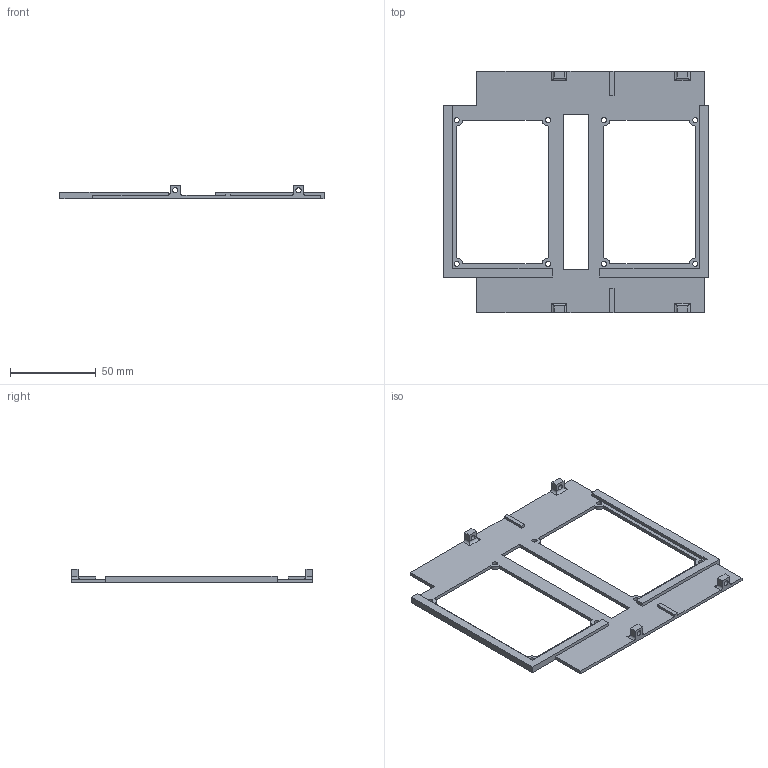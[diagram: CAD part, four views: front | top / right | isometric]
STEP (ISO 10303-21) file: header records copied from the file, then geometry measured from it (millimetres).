
FILE_DESCRIPTION(/* description */ ('','CAx-IF Rec.Pracs.---Representation and Presentation of Product Manufacturing Information (PMI)---4.0---2014-10-13'),/* implementation_level */ '2;1');
FILE_NAME(/* name */ 'boardholder V2 v13.step',/* time_stamp */ '2025-01-30T15:54:36-06:00',/* author */ (''),/* organization */ (''),/* preprocessor_version */ 'ST-DEVELOPER v20',/* originating_system */ 'Autodesk Translation Framework v13.20.0.188',/* authorisation */ '');
FILE_SCHEMA (('AP242_MANAGED_MODEL_BASED_3D_ENGINEERING_MIM_LF { 1 0 10303 442 1 1 4 }'));
Length unit declared in the file: millimetre
Products named in the file (1): boardholder V2
Bounding box: 154.3 x 141 x 8 mm (x, y, z)
Volume: 24925.7 mm3; surface area: 25941.1 mm2
Topology: 1 solids, 1 shells, 90 faces, 264 edges, 172 vertices
Faces by surface type: plane 58, cylinder 32
Full cylindrical faces by diameter (mm): 3 x12
Entity records: 3124 total; most frequent: ORIENTED_EDGE 528, CARTESIAN_POINT 527, DIRECTION 506, EDGE_CURVE 264, LINE 204, VECTOR 204, VERTEX_POINT 172, AXIS2_PLACEMENT_3D 151
